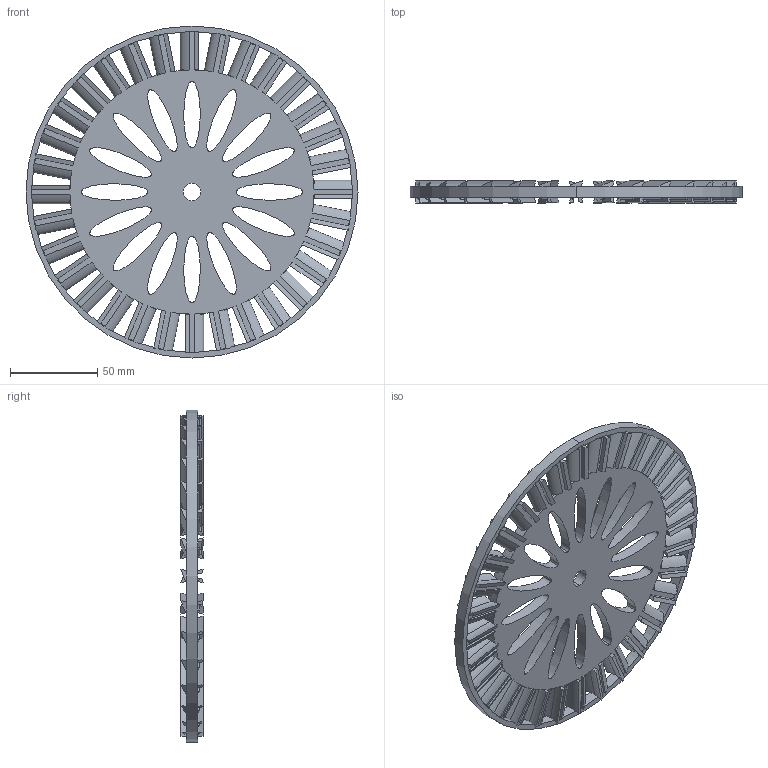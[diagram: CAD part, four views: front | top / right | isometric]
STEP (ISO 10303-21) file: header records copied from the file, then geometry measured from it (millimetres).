
FILE_DESCRIPTION (( 'STEP AP214' ), '1' );
FILE_NAME ('[TP] [Turb] Rotor18.STEP', '2024-04-05T09:40:17', ( '' ), ( '' ), 'SwSTEP 2.0', 'SolidWorks 2023', '' );
FILE_SCHEMA (( 'AUTOMOTIVE_DESIGN' ));
Length unit declared in the file: millimetre
Products named in the file (3): [TP] [Turb] Rotor Blade; [TP] [Turb] Rotor Disc; [TP] [Turb] Rotor18
Assembly tree (33 placements, depth 2):
  [TP] [Turb] Rotor18
    [TP] [Turb] Rotor Disc
    [TP] [Turb] Rotor Blade  x32
Bounding box: 190.75 x 12.7 x 190.75 mm (x, y, z)
Volume: 133906.5 mm3; surface area: 100041.6 mm2
Topology: 34 solids, 34 shells, 490 faces, 1266 edges, 844 vertices
Faces by surface type: plane 260, bspline 128, cylinder 102
Entity records: 6408 total; most frequent: CARTESIAN_POINT 1541, ORIENTED_EDGE 1044, DIRECTION 894, EDGE_CURVE 522, LINE 372, VECTOR 372, VERTEX_POINT 348, AXIS2_PLACEMENT_3D 261
